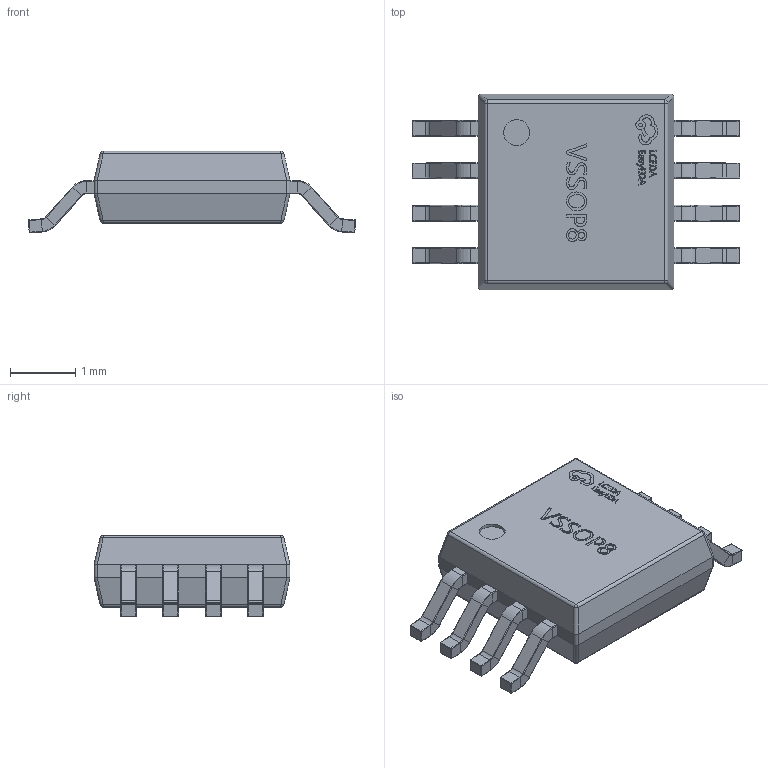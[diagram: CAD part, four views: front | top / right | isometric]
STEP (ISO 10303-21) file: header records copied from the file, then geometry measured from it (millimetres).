
FILE_DESCRIPTION(/* description */ ('Designed by EasyEDA Pro'),/* implementation_level */ '2;1');
FILE_NAME(/* name */ 'VSSOP-8.step',/* time_stamp */ '2025-03-31T10:11:26+08:00',/* author */ (''),/* organization */ (''),/* preprocessor_version */ 'ST-DEVELOPER v20.1',/* originating_system */ 'Autodesk Translation Framework v14.4.0.0',/* authorisation */ '');
FILE_SCHEMA (('AUTOMOTIVE_DESIGN { 1 0 10303 214 3 1 1 }'));
Length unit declared in the file: millimetre
Products named in the file (4): 5NaX-PCBModel; 5NaX-Board; 5NaX-U1-VSSOP-8_L3.0-W3.0-P0.65-LS5.0-BL; COMPOUND
Assembly tree (3 placements, depth 3):
  5NaX-PCBModel
    5NaX-Board
    5NaX-U1-VSSOP-8_L3.0-W3.0-P0.65-LS5.0-BL
      COMPOUND
Bounding box: 5.01 x 3 x 1.25 mm (x, y, z)
Volume: 9.8 mm3; surface area: 38.1 mm2
Topology: 22 solids, 22 shells, 814 faces, 1912 edges, 1128 vertices
Faces by surface type: plane 363, cylinder 181, bspline 166, torus 64, sphere 40
Full cylindrical faces by diameter (mm): 0.4 x1
Entity records: 27868 total; most frequent: CARTESIAN_POINT 9175, ORIENTED_EDGE 3760, DIRECTION 3456, EDGE_CURVE 1880, AXIS2_PLACEMENT_3D 1171, VERTEX_POINT 1128, LINE 1114, VECTOR 1114
